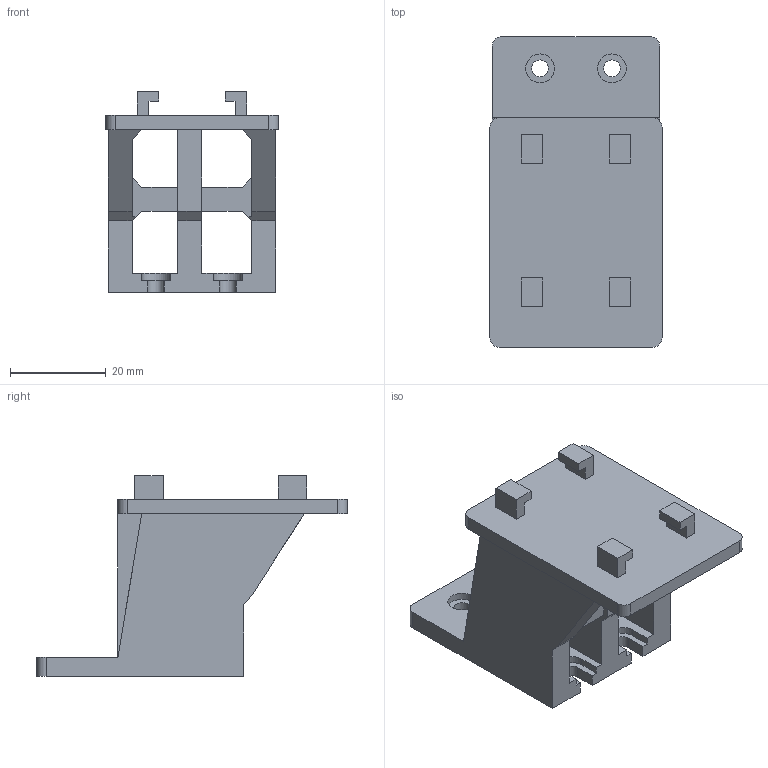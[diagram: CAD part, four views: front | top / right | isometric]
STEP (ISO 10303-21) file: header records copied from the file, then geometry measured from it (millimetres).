
FILE_DESCRIPTION(/* description */ (''),/* implementation_level */ '2;1');
FILE_NAME(/* name */ 'MonitorStand.step',/* time_stamp */ '2024-07-27T07:21:40+09:00',/* author */ (''),/* organization */ (''),/* preprocessor_version */ 'ST-DEVELOPER v20',/* originating_system */ 'Autodesk Translation Framework v13.14.0.145',/* authorisation */ '');
FILE_SCHEMA (('AUTOMOTIVE_DESIGN { 1 0 10303 214 3 1 1 }'));
Length unit declared in the file: millimetre
Products named in the file (1): モニター台
Bounding box: 36 x 65 x 42 mm (x, y, z)
Volume: 26250.4 mm3; surface area: 13680.9 mm2
Topology: 1 solids, 1 shells, 97 faces, 277 edges, 184 vertices
Faces by surface type: plane 83, cylinder 14
Full cylindrical faces by diameter (mm): 3.5 x2, 6 x2
Entity records: 3180 total; most frequent: CARTESIAN_POINT 559, ORIENTED_EDGE 554, DIRECTION 501, EDGE_CURVE 277, LINE 249, VECTOR 249, VERTEX_POINT 184, AXIS2_PLACEMENT_3D 126
